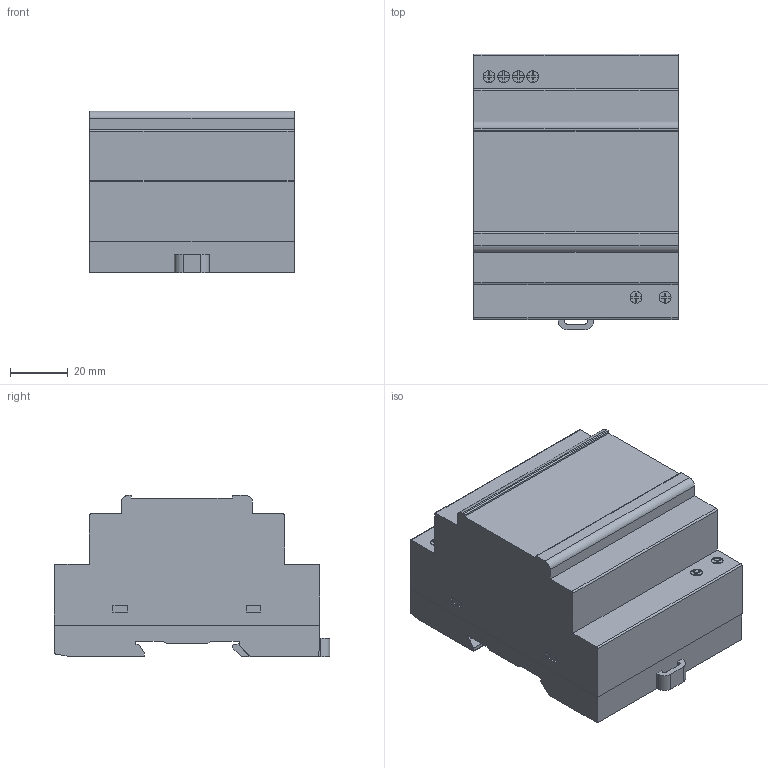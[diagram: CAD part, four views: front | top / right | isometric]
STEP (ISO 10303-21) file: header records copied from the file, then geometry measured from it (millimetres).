
FILE_DESCRIPTION((''),'2;1');
FILE_NAME('3d_PSL1M05412.stp','2012-10-10T14:28:50',(''),(''),'Mechanical Desktop 2011','Mechanical Desktop 2011',', , ');
FILE_SCHEMA(('CONFIG_CONTROL_DESIGN'));
Length unit declared in the file: millimetre
Products named in the file (1): Product
Bounding box: 71 x 95.77 x 56.2 mm (x, y, z)
Volume: 300826.3 mm3; surface area: 43954.6 mm2
Topology: 4 solids, 4 shells, 196 faces, 538 edges, 366 vertices
Faces by surface type: plane 170, cylinder 26
Entity records: 6282 total; most frequent: CARTESIAN_POINT 1099, ORIENTED_EDGE 1072, DIRECTION 1018, EDGE_CURVE 536, VECTOR 452, LINE 452, VERTEX_POINT 362, AXIS2_PLACEMENT_3D 283
